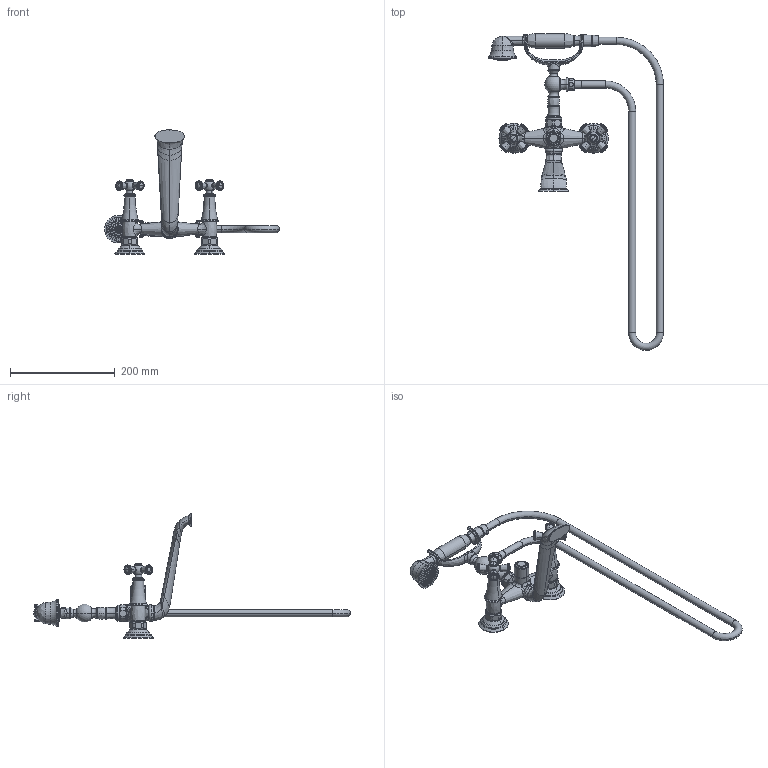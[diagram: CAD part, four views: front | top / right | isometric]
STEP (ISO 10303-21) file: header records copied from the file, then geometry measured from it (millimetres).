
FILE_DESCRIPTION((''),'2;1');
FILE_NAME('2400-4282','2021-01-15T12:09:39',('jinson.thomas'),(''),'CREO PARAMETRIC BY PTC INC, 2018400','CREO PARAMETRIC BY PTC INC, 2018400','');
FILE_SCHEMA(('CONFIG_CONTROL_DESIGN'));
Length unit declared in the file: inch
Products named in the file (1): 2400-4282
Bounding box: 334.8 x 606.04 x 238.07 mm (x, y, z)
Volume: 840514.4 mm3; surface area: 175180.4 mm2
Topology: 1 solids, 1 shells, 961 faces, 2166 edges, 1288 vertices
Faces by surface type: cylinder 263, torus 250, bspline 165, plane 143, cone 90, sphere 46, extrusion 4
Entity records: 43208 total; most frequent: CARTESIAN_POINT 22957, ORIENTED_EDGE 4284, DIRECTION 4120, EDGE_CURVE 2142, AXIS2_PLACEMENT_3D 1846, VERTEX_POINT 1288, EDGE_LOOP 1070, CIRCLE 1054
